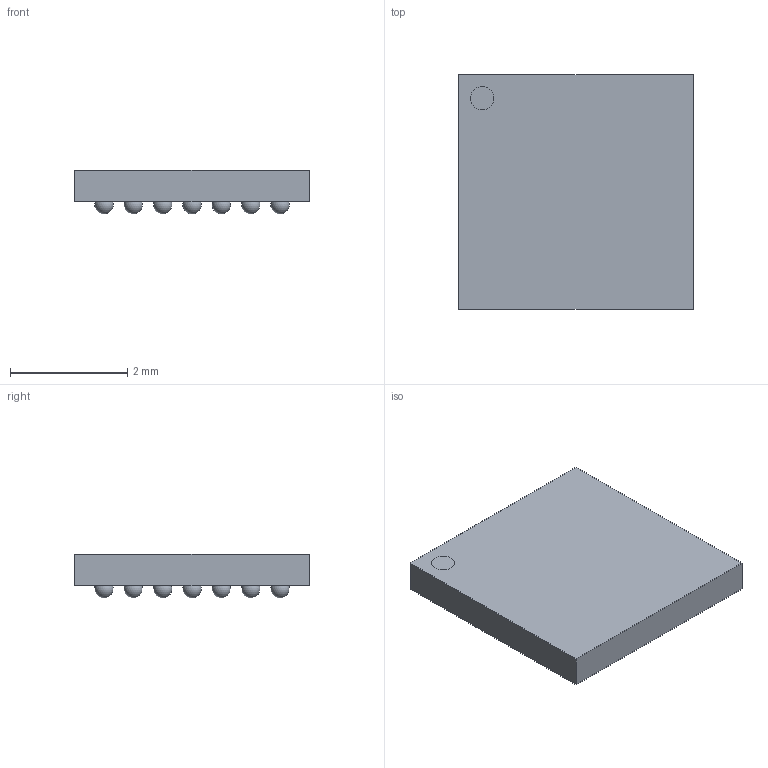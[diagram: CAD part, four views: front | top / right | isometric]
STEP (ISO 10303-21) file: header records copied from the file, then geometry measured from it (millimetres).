
FILE_DESCRIPTION(/* description */ ('model of Texas_Junior_DSBGA-48_4.0x4.0mm_Layout7x7_P0.5mm'),/* implementation_level */ '2;1');
FILE_NAME(/* name */ 'Texas_Junior_DSBGA-48_4.0x4.0mm_Layout7x7_P0.5mm.step',/* time_stamp */ '1970-01-01T00:00:00',/* author */ ('KiCAD','kicad'),/* organization */ ('OCCT'),/* preprocessor_version */ '',/* originating_system */ 'KiCAD',/* authorisation */ '');
FILE_SCHEMA(('AUTOMOTIVE_DESIGN { 1 0 10303 214 1 1 1 1 }'));
Length unit declared in the file: millimetre
Products named in the file (1): Texas_Junior_DSBGA-48_4.0x4.0mm_Layout7x7_P0.5mm
Bounding box: 4 x 4 x 0.75 mm (x, y, z)
Volume: 9.2 mm3; surface area: 47.1 mm2
Topology: 1 solids, 1 shells, 56 faces, 159 edges, 106 vertices
Faces by surface type: sphere 48, plane 7, cylinder 1
Full cylindrical faces by diameter (mm): 0.4 x1
Entity records: 1332 total; most frequent: CARTESIAN_POINT 205, ORIENTED_EDGE 167, AXIS2_PLACEMENT_3D 154, EDGE_CURVE 111, VERTEX_POINT 106, FACE_BOUND 105, EDGE_LOOP 105, CIRCLE 98
